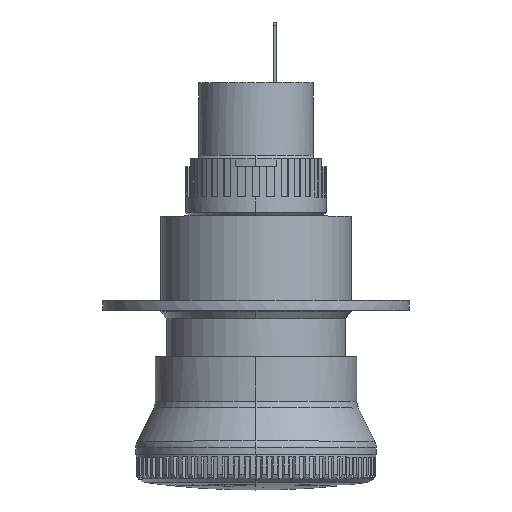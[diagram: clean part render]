
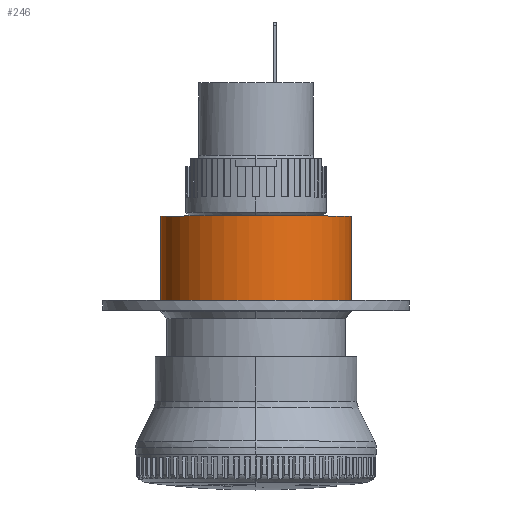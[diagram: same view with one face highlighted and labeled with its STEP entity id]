
A CAD part, top view. The second image highlights one B-rep face of the part: STEP entity #246.
In plain terms, the highlighted free-form (B-spline) face has degree [2, 1] with [5, 2] control points.
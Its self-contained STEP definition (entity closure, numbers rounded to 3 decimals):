
#246=ADVANCED_FACE('',(#991),#26423,.T.);
#991=FACE_OUTER_BOUND('',#1738,.T.);
#1738=EDGE_LOOP('',(#3267,#3268,#3269,#3270));
#3267=ORIENTED_EDGE('',*,*,#22867,.F.);
#3268=ORIENTED_EDGE('',*,*,#22873,.F.);
#3269=ORIENTED_EDGE('',*,*,#22874,.T.);
#3270=ORIENTED_EDGE('',*,*,#22871,.F.);
#7387=PCURVE('',#26665,#11515);
#7391=PCURVE('',#26422,#11519);
#7393=PCURVE('',#26422,#11521);
#7395=PCURVE('',#26423,#11523);
#7396=PCURVE('',#26423,#11524);
#7397=PCURVE('',#26423,#11525);
#7398=PCURVE('',#26423,#11526);
#7405=PCURVE('',#26425,#11533);
#11515=DEFINITIONAL_REPRESENTATION('',(#24650),#54450);
#11519=DEFINITIONAL_REPRESENTATION('',(#15927),#54450);
#11521=DEFINITIONAL_REPRESENTATION('',(#15929),#54450);
#11523=DEFINITIONAL_REPRESENTATION('',(#15931),#54450);
#11524=DEFINITIONAL_REPRESENTATION('',(#15932),#54450);
#11525=DEFINITIONAL_REPRESENTATION('',(#15933),#54450);
#11526=DEFINITIONAL_REPRESENTATION('',(#15934),#54450);
#11533=DEFINITIONAL_REPRESENTATION('',(#15941),#54450);
#15927=B_SPLINE_CURVE_WITH_KNOTS('',1,(#31990,#31991),.UNSPECIFIED.,.F.,
 .F.,(2,2),(0.,11.5),.UNSPECIFIED.);
#15929=B_SPLINE_CURVE_WITH_KNOTS('',1,(#32001,#32002),.UNSPECIFIED.,.F.,
 .F.,(2,2),(-11.5,0.),.UNSPECIFIED.);
#15931=B_SPLINE_CURVE_WITH_KNOTS('',1,(#32005,#32006),.UNSPECIFIED.,.F.,
 .F.,(2,2),(0.,39.27),.UNSPECIFIED.);
#15932=B_SPLINE_CURVE_WITH_KNOTS('',1,(#32007,#32008),.UNSPECIFIED.,.F.,
 .F.,(2,2),(-11.5,0.),.UNSPECIFIED.);
#15933=B_SPLINE_CURVE_WITH_KNOTS('',1,(#32014,#32015),.UNSPECIFIED.,.F.,
 .F.,(2,2),(0.,39.27),.UNSPECIFIED.);
#15934=B_SPLINE_CURVE_WITH_KNOTS('',1,(#32016,#32017),.UNSPECIFIED.,.F.,
 .F.,(2,2),(0.,11.5),.UNSPECIFIED.);
#15941=B_SPLINE_CURVE_WITH_KNOTS('',1,(#32046,#32047),.UNSPECIFIED.,.F.,
 .F.,(2,2),(0.,39.27),.UNSPECIFIED.);
#20801=SURFACE_CURVE('',#24649,(#7387,#7395),.PCURVE_S1.);
#20805=SURFACE_CURVE('',#24657,(#7391,#7398),.PCURVE_S1.);
#20807=SURFACE_CURVE('',#24659,(#7393,#7396),.PCURVE_S1.);
#20808=SURFACE_CURVE('',#24660,(#7397,#7405),.PCURVE_S1.);
#22867=EDGE_CURVE('',#25379,#25382,#20801,.T.);
#22871=EDGE_CURVE('',#25382,#25383,#20805,.T.);
#22873=EDGE_CURVE('',#25381,#25379,#20807,.T.);
#22874=EDGE_CURVE('',#25381,#25383,#20808,.T.);
#24649=(
BOUNDED_CURVE()
B_SPLINE_CURVE(2,(#31948,#31949,#31950,#31951,#31952),.UNSPECIFIED.,.F.,
 .F.)
B_SPLINE_CURVE_WITH_KNOTS((3,2,3),(0.,19.635,39.27),
 .UNSPECIFIED.)
CURVE()
GEOMETRIC_REPRESENTATION_ITEM()
RATIONAL_B_SPLINE_CURVE((1.,0.707,1.,0.707,1.))
REPRESENTATION_ITEM('')
);
#24650=(
BOUNDED_CURVE()
B_SPLINE_CURVE(2,(#31953,#31954,#31955,#31956,#31957),.UNSPECIFIED.,.F.,
 .F.)
B_SPLINE_CURVE_WITH_KNOTS((3,2,3),(0.,19.635,39.27),
 .UNSPECIFIED.)
CURVE()
GEOMETRIC_REPRESENTATION_ITEM()
RATIONAL_B_SPLINE_CURVE((1.,0.707,1.,0.707,1.))
REPRESENTATION_ITEM('')
);
#24657=(
BOUNDED_CURVE()
B_SPLINE_CURVE(1,(#31988,#31989),.UNSPECIFIED.,.F.,.F.)
B_SPLINE_CURVE_WITH_KNOTS((2,2),(0.,11.5),.UNSPECIFIED.)
CURVE()
GEOMETRIC_REPRESENTATION_ITEM()
RATIONAL_B_SPLINE_CURVE((1.,1.))
REPRESENTATION_ITEM('')
);
#24659=(
BOUNDED_CURVE()
B_SPLINE_CURVE(1,(#31999,#32000),.UNSPECIFIED.,.F.,.F.)
B_SPLINE_CURVE_WITH_KNOTS((2,2),(-11.5,0.),.UNSPECIFIED.)
CURVE()
GEOMETRIC_REPRESENTATION_ITEM()
RATIONAL_B_SPLINE_CURVE((1.,1.))
REPRESENTATION_ITEM('')
);
#24660=(
BOUNDED_CURVE()
B_SPLINE_CURVE(2,(#32009,#32010,#32011,#32012,#32013),.UNSPECIFIED.,.F.,
 .F.)
B_SPLINE_CURVE_WITH_KNOTS((3,2,3),(0.,19.635,39.27),
 .UNSPECIFIED.)
CURVE()
GEOMETRIC_REPRESENTATION_ITEM()
RATIONAL_B_SPLINE_CURVE((1.,0.707,1.,0.707,1.))
REPRESENTATION_ITEM('')
);
#25379=VERTEX_POINT('',#31656);
#25381=VERTEX_POINT('',#31658);
#25382=VERTEX_POINT('',#31659);
#25383=VERTEX_POINT('',#31660);
#26422=(
BOUNDED_SURFACE()
B_SPLINE_SURFACE(2,1,((#31480,#31481),(#31482,#31483),(#31484,#31485),(#31486,
#31487),(#31488,#31489)),.UNSPECIFIED.,.F.,.F.,.F.)
B_SPLINE_SURFACE_WITH_KNOTS((3,2,3),(2,2),(-78.54,-58.905,
-39.27),(0.,11.5),.UNSPECIFIED.)
GEOMETRIC_REPRESENTATION_ITEM()
RATIONAL_B_SPLINE_SURFACE(((1.,1.),(0.707,0.707),
(1.,1.),(0.707,0.707),(1.,1.)))
REPRESENTATION_ITEM('')
SURFACE()
);
#26423=(
BOUNDED_SURFACE()
B_SPLINE_SURFACE(2,1,((#31490,#31491),(#31492,#31493),(#31494,#31495),(#31496,
#31497),(#31498,#31499)),.UNSPECIFIED.,.F.,.F.,.F.)
B_SPLINE_SURFACE_WITH_KNOTS((3,2,3),(2,2),(-39.27,-19.635,
0.),(0.,11.5),.UNSPECIFIED.)
GEOMETRIC_REPRESENTATION_ITEM()
RATIONAL_B_SPLINE_SURFACE(((1.,1.),(0.707,0.707),
(1.,1.),(0.707,0.707),(1.,1.)))
REPRESENTATION_ITEM('')
SURFACE()
);
#26425=(
BOUNDED_SURFACE()
B_SPLINE_SURFACE(1,2,((#31510,#31511,#31512,#31513,#31514),(#31515,#31516,
#31517,#31518,#31519)),.UNSPECIFIED.,.F.,.F.,.F.)
B_SPLINE_SURFACE_WITH_KNOTS((2,2),(3,2,3),(0.,1.),(0.,19.635,
39.27),.UNSPECIFIED.)
GEOMETRIC_REPRESENTATION_ITEM()
RATIONAL_B_SPLINE_SURFACE(((1.,0.707,1.,0.707,1.),
(1.,0.707,1.,0.707,1.)))
REPRESENTATION_ITEM('')
SURFACE()
);
#26665=B_SPLINE_SURFACE_WITH_KNOTS('',1,1,((#31476,#31477),(#31478,#31479)),
 .UNSPECIFIED.,.F.,.F.,.F.,(2,2),(2,2),(-25.,0.),(-12.5,12.5),
 .UNSPECIFIED.);
#31476=CARTESIAN_POINT('',(12.5,11.998,-12.5));
#31477=CARTESIAN_POINT('',(12.5,11.998,12.5));
#31478=CARTESIAN_POINT('',(-12.5,11.998,-12.5));
#31479=CARTESIAN_POINT('',(-12.5,11.998,12.5));
#31480=CARTESIAN_POINT('',(-12.5,11.998,0.));
#31481=CARTESIAN_POINT('',(-12.5,0.498,0.));
#31482=CARTESIAN_POINT('',(-12.5,11.998,-12.5));
#31483=CARTESIAN_POINT('',(-12.5,0.498,-12.5));
#31484=CARTESIAN_POINT('',(0.,11.998,-12.5));
#31485=CARTESIAN_POINT('',(0.,0.498,-12.5));
#31486=CARTESIAN_POINT('',(12.5,11.998,-12.5));
#31487=CARTESIAN_POINT('',(12.5,0.498,-12.5));
#31488=CARTESIAN_POINT('',(12.5,11.998,0.));
#31489=CARTESIAN_POINT('',(12.5,0.498,0.));
#31490=CARTESIAN_POINT('',(12.5,11.998,0.));
#31491=CARTESIAN_POINT('',(12.5,0.498,0.));
#31492=CARTESIAN_POINT('',(12.5,11.998,12.5));
#31493=CARTESIAN_POINT('',(12.5,0.498,12.5));
#31494=CARTESIAN_POINT('',(0.,11.998,12.5));
#31495=CARTESIAN_POINT('',(0.,0.498,12.5));
#31496=CARTESIAN_POINT('',(-12.5,11.998,12.5));
#31497=CARTESIAN_POINT('',(-12.5,0.498,12.5));
#31498=CARTESIAN_POINT('',(-12.5,11.998,0.));
#31499=CARTESIAN_POINT('',(-12.5,0.498,0.));
#31510=CARTESIAN_POINT('',(-12.5,0.498,0.));
#31511=CARTESIAN_POINT('',(-12.5,0.498,12.5));
#31512=CARTESIAN_POINT('',(0.,0.498,12.5));
#31513=CARTESIAN_POINT('',(12.5,0.498,12.5));
#31514=CARTESIAN_POINT('',(12.5,0.498,0.));
#31515=CARTESIAN_POINT('',(-11.2,0.498,0.));
#31516=CARTESIAN_POINT('',(-11.2,0.498,11.2));
#31517=CARTESIAN_POINT('',(0.,0.498,11.2));
#31518=CARTESIAN_POINT('',(11.2,0.498,11.2));
#31519=CARTESIAN_POINT('',(11.2,0.498,0.));
#31656=CARTESIAN_POINT('',(-12.5,11.998,0.));
#31658=CARTESIAN_POINT('',(-12.5,0.498,0.));
#31659=CARTESIAN_POINT('',(12.5,11.998,0.));
#31660=CARTESIAN_POINT('',(12.5,0.498,0.));
#31948=CARTESIAN_POINT('',(-12.5,11.998,0.));
#31949=CARTESIAN_POINT('',(-12.5,11.998,12.5));
#31950=CARTESIAN_POINT('',(0.,11.998,12.5));
#31951=CARTESIAN_POINT('',(12.5,11.998,12.5));
#31952=CARTESIAN_POINT('',(12.5,11.998,0.));
#31953=CARTESIAN_POINT('',(0.,0.));
#31954=CARTESIAN_POINT('',(0.,12.5));
#31955=CARTESIAN_POINT('',(-12.5,12.5));
#31956=CARTESIAN_POINT('',(-25.,12.5));
#31957=CARTESIAN_POINT('',(-25.,0.));
#31988=CARTESIAN_POINT('',(12.5,11.998,0.));
#31989=CARTESIAN_POINT('',(12.5,0.498,0.));
#31990=CARTESIAN_POINT('',(-39.27,0.));
#31991=CARTESIAN_POINT('',(-39.27,11.5));
#31999=CARTESIAN_POINT('',(-12.5,0.498,0.));
#32000=CARTESIAN_POINT('',(-12.5,11.998,0.));
#32001=CARTESIAN_POINT('',(-78.54,11.5));
#32002=CARTESIAN_POINT('',(-78.54,0.));
#32005=CARTESIAN_POINT('',(0.,0.));
#32006=CARTESIAN_POINT('',(-39.27,0.));
#32007=CARTESIAN_POINT('',(0.,11.5));
#32008=CARTESIAN_POINT('',(0.,0.));
#32009=CARTESIAN_POINT('',(-12.5,0.498,0.));
#32010=CARTESIAN_POINT('',(-12.5,0.498,12.5));
#32011=CARTESIAN_POINT('',(0.,0.498,12.5));
#32012=CARTESIAN_POINT('',(12.5,0.498,12.5));
#32013=CARTESIAN_POINT('',(12.5,0.498,0.));
#32014=CARTESIAN_POINT('',(0.,11.5));
#32015=CARTESIAN_POINT('',(-39.27,11.5));
#32016=CARTESIAN_POINT('',(-39.27,0.));
#32017=CARTESIAN_POINT('',(-39.27,11.5));
#32046=CARTESIAN_POINT('',(0.,0.));
#32047=CARTESIAN_POINT('',(0.,39.27));
#54450=(
GEOMETRIC_REPRESENTATION_CONTEXT(2)
PARAMETRIC_REPRESENTATION_CONTEXT()
REPRESENTATION_CONTEXT('pspace','')
);
